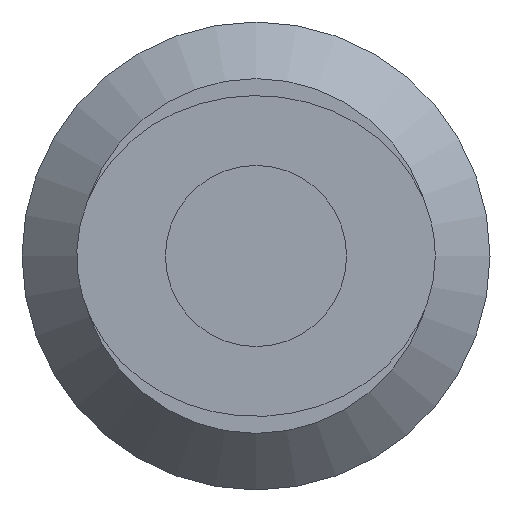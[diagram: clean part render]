
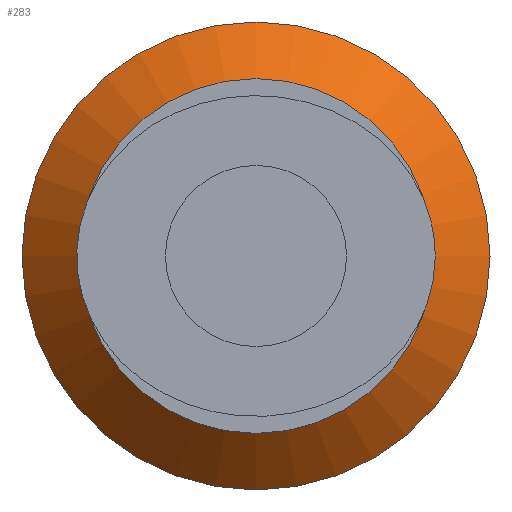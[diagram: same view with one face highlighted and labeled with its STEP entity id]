
A CAD part, left-side view. The second image highlights one B-rep face of the part: STEP entity #283.
In plain terms, the highlighted conical face has half-angle 45 degrees and reference radius 9.4 mm.
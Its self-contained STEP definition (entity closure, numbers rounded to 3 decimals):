
#23=CONICAL_SURFACE('',#343,9.4,0.785);
#82=ORIENTED_EDGE('',*,*,#88,.F.);
#83=ORIENTED_EDGE('',*,*,#92,.F.);
#88=EDGE_CURVE('',#112,#112,#136,.F.);
#92=EDGE_CURVE('',#116,#116,#140,.T.);
#112=VERTEX_POINT('',#445);
#116=VERTEX_POINT('',#455);
#136=CIRCLE('',#300,12.4);
#140=CIRCLE('',#306,9.4);
#198=EDGE_LOOP('',(#82));
#199=EDGE_LOOP('',(#83));
#246=FACE_BOUND('',#198,.T.);
#247=FACE_BOUND('',#199,.T.);
#283=ADVANCED_FACE('',(#246,#247),#23,.T.);
#300=AXIS2_PLACEMENT_3D('',#444,#350,#351);
#306=AXIS2_PLACEMENT_3D('',#454,#362,#363);
#343=AXIS2_PLACEMENT_3D('',#587,#436,#437);
#350=DIRECTION('',(-1.,0.,0.));
#351=DIRECTION('',(0.,0.,1.));
#362=DIRECTION('',(-1.,0.,0.));
#363=DIRECTION('',(0.,-1.,0.));
#436=DIRECTION('',(1.,0.,0.));
#437=DIRECTION('',(0.,0.,-1.));
#444=CARTESIAN_POINT('',(-26.3,0.,0.));
#445=CARTESIAN_POINT('',(-26.3,0.,12.4));
#454=CARTESIAN_POINT('',(-29.3,0.,0.));
#455=CARTESIAN_POINT('',(-29.3,-9.4,0.));
#587=CARTESIAN_POINT('',(-29.3,0.,0.));
